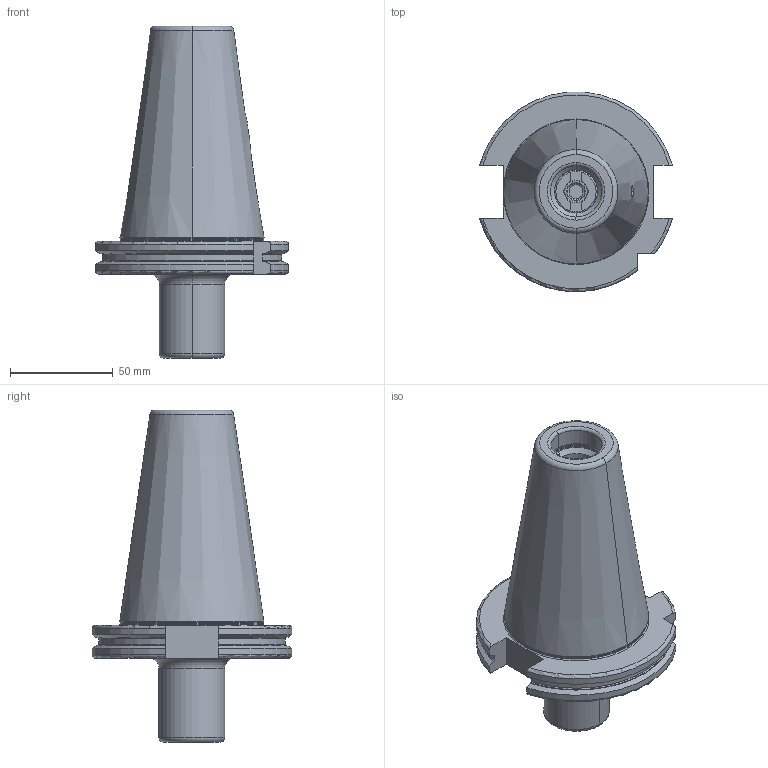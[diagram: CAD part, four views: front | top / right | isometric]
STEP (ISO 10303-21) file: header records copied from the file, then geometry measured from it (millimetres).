
FILE_DESCRIPTION((''),'2;1');
FILE_NAME('502_08_02','2020-09-25T',('104091'),(''),'CREO PARAMETRIC BY PTC INC, 2016260','CREO PARAMETRIC BY PTC INC, 2016260','');
FILE_SCHEMA(('CONFIG_CONTROL_DESIGN'));
Length unit declared in the file: millimetre
Products named in the file (1): 502_08_02
Bounding box: 94.05 x 97.31 x 161.75 mm (x, y, z)
Volume: 362855.4 mm3; surface area: 51060.1 mm2
Topology: 1 solids, 1 shells, 170 faces, 411 edges, 255 vertices
Faces by surface type: plane 51, cone 44, cylinder 41, torus 34
Entity records: 5370 total; most frequent: CARTESIAN_POINT 1344, DIRECTION 870, ORIENTED_EDGE 818, EDGE_CURVE 409, AXIS2_PLACEMENT_3D 359, VERTEX_POINT 255, CIRCLE 186, EDGE_LOOP 184
